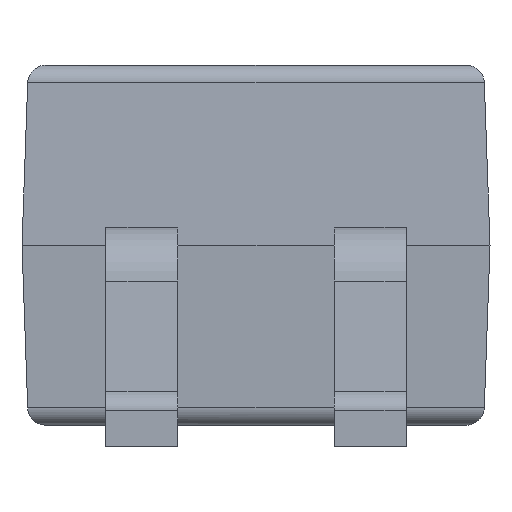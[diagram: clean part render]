
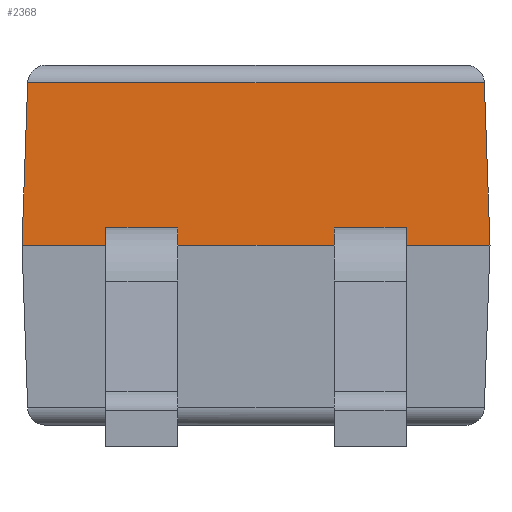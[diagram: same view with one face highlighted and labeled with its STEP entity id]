
A CAD part, left-side view. The second image highlights one B-rep face of the part: STEP entity #2368.
In plain terms, the highlighted planar face has unit normal (-0.999, 0, 0.035).
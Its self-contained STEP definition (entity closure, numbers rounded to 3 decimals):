
#60 = ORIENTED_EDGE ( 'NONE', *, *, #72, .T. ) ;
#63 = ORIENTED_EDGE ( 'NONE', *, *, #2349, .F. ) ;
#72 = EDGE_CURVE ( 'NONE', #847, #203, #2496, .T. ) ;
#127 = AXIS2_PLACEMENT_3D ( 'NONE', #605, #202, #2583 ) ;
#134 = CARTESIAN_POINT ( 'NONE',  ( 0.003, 2.135, 1.1 ) ) ;
#150 = VECTOR ( 'NONE', #838, 1000. ) ;
#166 = VERTEX_POINT ( 'NONE', #134 ) ;
#202 = DIRECTION ( 'NONE',  ( 0.999, 0., -0.035 ) ) ;
#203 = VERTEX_POINT ( 'NONE', #2392 ) ;
#212 = EDGE_CURVE ( 'NONE', #1763, #300, #983, .T. ) ;
#213 = ORIENTED_EDGE ( 'NONE', *, *, #778, .T. ) ;
#220 = ORIENTED_EDGE ( 'NONE', *, *, #2790, .F. ) ;
#228 = CARTESIAN_POINT ( 'NONE',  ( 0., 2.6, 1. ) ) ;
#283 = DIRECTION ( 'NONE',  ( 0., 1., 0. ) ) ;
#300 = VERTEX_POINT ( 'NONE', #2320 ) ;
#322 = ORIENTED_EDGE ( 'NONE', *, *, #2237, .T. ) ;
#407 = DIRECTION ( 'NONE',  ( 0.035, 0., 0.999 ) ) ;
#452 = LINE ( 'NONE', #2409, #1082 ) ;
#493 = DIRECTION ( 'NONE',  ( -0.035, -0.035, -0.999 ) ) ;
#532 = EDGE_CURVE ( 'NONE', #1763, #847, #2220, .T. ) ;
#543 = CARTESIAN_POINT ( 'NONE',  ( 0.035, 2.565, 1.999 ) ) ;
#547 = ORIENTED_EDGE ( 'NONE', *, *, #1596, .T. ) ;
#553 = VECTOR ( 'NONE', #1774, 1000. ) ;
#556 = CARTESIAN_POINT ( 'NONE',  ( 0.003, 0.465, 1.1 ) ) ;
#605 = CARTESIAN_POINT ( 'NONE',  ( 0.035, 0., 2. ) ) ;
#623 = ORIENTED_EDGE ( 'NONE', *, *, #833, .T. ) ;
#693 = ORIENTED_EDGE ( 'NONE', *, *, #2071, .T. ) ;
#739 = DIRECTION ( 'NONE',  ( 0., 1., 0. ) ) ;
#758 = VECTOR ( 'NONE', #739, 1000. ) ;
#778 = EDGE_CURVE ( 'NONE', #1389, #2190, #1439, .T. ) ;
#833 = EDGE_CURVE ( 'NONE', #166, #1389, #1108, .T. ) ;
#838 = DIRECTION ( 'NONE',  ( 0., -1., 0. ) ) ;
#847 = VERTEX_POINT ( 'NONE', #1524 ) ;
#856 = PLANE ( 'NONE',  #127 ) ;
#871 = VERTEX_POINT ( 'NONE', #2992 ) ;
#910 = FACE_OUTER_BOUND ( 'NONE', #3158, .T. ) ;
#962 = CARTESIAN_POINT ( 'NONE',  ( 0.035, 1.735, 2. ) ) ;
#983 = LINE ( 'NONE', #1460, #1145 ) ;
#1082 = VECTOR ( 'NONE', #1957, 1000. ) ;
#1108 = LINE ( 'NONE', #2750, #150 ) ;
#1145 = VECTOR ( 'NONE', #493, 1000. ) ;
#1148 = CARTESIAN_POINT ( 'NONE',  ( 0., 2.6, 1. ) ) ;
#1153 = VECTOR ( 'NONE', #1457, 1000. ) ;
#1192 = EDGE_CURVE ( 'NONE', #2922, #203, #1435, .T. ) ;
#1193 = CARTESIAN_POINT ( 'NONE',  ( 0.035, 0.465, 2. ) ) ;
#1203 = VECTOR ( 'NONE', #2331, 1000. ) ;
#1230 = LINE ( 'NONE', #1193, #1153 ) ;
#1235 = LINE ( 'NONE', #1262, #758 ) ;
#1254 = VERTEX_POINT ( 'NONE', #1715 ) ;
#1262 = CARTESIAN_POINT ( 'NONE',  ( 0., 2.6, 1. ) ) ;
#1309 = ORIENTED_EDGE ( 'NONE', *, *, #212, .F. ) ;
#1389 = VERTEX_POINT ( 'NONE', #2366 ) ;
#1435 = LINE ( 'NONE', #228, #2785 ) ;
#1439 = LINE ( 'NONE', #962, #1551 ) ;
#1457 = DIRECTION ( 'NONE',  ( -0.035, 0., -0.999 ) ) ;
#1460 = CARTESIAN_POINT ( 'NONE',  ( 0.035, 0.035, 1.999 ) ) ;
#1501 = CARTESIAN_POINT ( 'NONE',  ( 0.032, 0.032, 1.903 ) ) ;
#1524 = CARTESIAN_POINT ( 'NONE',  ( 0.032, 2.568, 1.903 ) ) ;
#1551 = VECTOR ( 'NONE', #2241, 1000. ) ;
#1596 = EDGE_CURVE ( 'NONE', #1806, #1254, #452, .T. ) ;
#1605 = ORIENTED_EDGE ( 'NONE', *, *, #1192, .F. ) ;
#1640 = VECTOR ( 'NONE', #407, 1000. ) ;
#1715 = CARTESIAN_POINT ( 'NONE',  ( 0.003, 0.865, 1.1 ) ) ;
#1728 = LINE ( 'NONE', #2475, #2742 ) ;
#1763 = VERTEX_POINT ( 'NONE', #1501 ) ;
#1774 = DIRECTION ( 'NONE',  ( -0.035, 0.035, -0.999 ) ) ;
#1806 = VERTEX_POINT ( 'NONE', #2726 ) ;
#1867 = LINE ( 'NONE', #1148, #1203 ) ;
#1870 = VERTEX_POINT ( 'NONE', #556 ) ;
#1957 = DIRECTION ( 'NONE',  ( 0.035, 0., 0.999 ) ) ;
#2071 = EDGE_CURVE ( 'NONE', #2922, #166, #2867, .T. ) ;
#2148 = CARTESIAN_POINT ( 'NONE',  ( 0.035, 2.135, 2. ) ) ;
#2162 = ORIENTED_EDGE ( 'NONE', *, *, #3016, .T. ) ;
#2190 = VERTEX_POINT ( 'NONE', #2968 ) ;
#2220 = LINE ( 'NONE', #2924, #2688 ) ;
#2223 = ORIENTED_EDGE ( 'NONE', *, *, #532, .T. ) ;
#2237 = EDGE_CURVE ( 'NONE', #1254, #1870, #1728, .T. ) ;
#2241 = DIRECTION ( 'NONE',  ( -0.035, 0., -0.999 ) ) ;
#2320 = CARTESIAN_POINT ( 'NONE',  ( 0., 0., 1. ) ) ;
#2331 = DIRECTION ( 'NONE',  ( 0., 1., 0. ) ) ;
#2349 = EDGE_CURVE ( 'NONE', #1806, #2190, #1867, .T. ) ;
#2366 = CARTESIAN_POINT ( 'NONE',  ( 0.003, 1.735, 1.1 ) ) ;
#2368 = ADVANCED_FACE ( 'NONE', ( #910 ), #856, .F. ) ;
#2392 = CARTESIAN_POINT ( 'NONE',  ( 0., 2.6, 1. ) ) ;
#2409 = CARTESIAN_POINT ( 'NONE',  ( 0.035, 0.865, 2. ) ) ;
#2467 = DIRECTION ( 'NONE',  ( 0., 1., 0. ) ) ;
#2475 = CARTESIAN_POINT ( 'NONE',  ( 0.003, 0., 1.1 ) ) ;
#2491 = DIRECTION ( 'NONE',  ( 0., -1., 0. ) ) ;
#2496 = LINE ( 'NONE', #543, #553 ) ;
#2583 = DIRECTION ( 'NONE',  ( 0., -1., 0. ) ) ;
#2632 = CARTESIAN_POINT ( 'NONE',  ( 0., 2.135, 1. ) ) ;
#2688 = VECTOR ( 'NONE', #283, 1000. ) ;
#2726 = CARTESIAN_POINT ( 'NONE',  ( 0., 0.865, 1. ) ) ;
#2742 = VECTOR ( 'NONE', #2491, 1000. ) ;
#2750 = CARTESIAN_POINT ( 'NONE',  ( 0.003, 0., 1.1 ) ) ;
#2785 = VECTOR ( 'NONE', #2467, 1000. ) ;
#2790 = EDGE_CURVE ( 'NONE', #300, #871, #1235, .T. ) ;
#2867 = LINE ( 'NONE', #2148, #1640 ) ;
#2922 = VERTEX_POINT ( 'NONE', #2632 ) ;
#2924 = CARTESIAN_POINT ( 'NONE',  ( 0.032, 2.565, 1.903 ) ) ;
#2968 = CARTESIAN_POINT ( 'NONE',  ( 0., 1.735, 1. ) ) ;
#2992 = CARTESIAN_POINT ( 'NONE',  ( 0., 0.465, 1. ) ) ;
#3016 = EDGE_CURVE ( 'NONE', #1870, #871, #1230, .T. ) ;
#3158 = EDGE_LOOP ( 'NONE', ( #1309, #2223, #60, #1605, #693, #623, #213, #63, #547, #322, #2162, #220 ) ) ;
